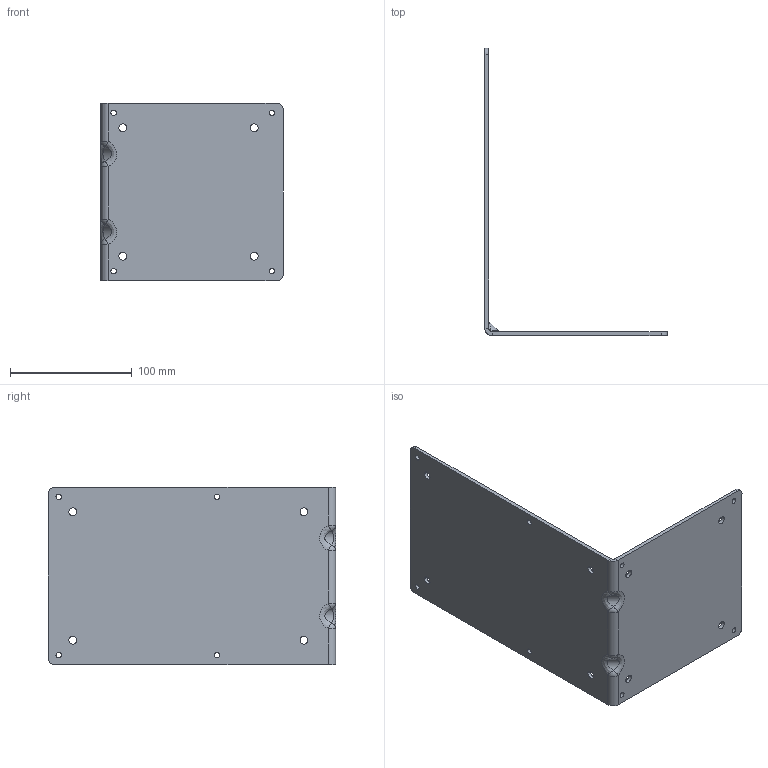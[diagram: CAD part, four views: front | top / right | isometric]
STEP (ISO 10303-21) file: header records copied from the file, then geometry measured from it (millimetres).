
FILE_DESCRIPTION((''),'2;1');
FILE_NAME('1044084','2016-07-22T',('rsajovie'),(''),'PRO/ENGINEER BY PARAMETRIC TECHNOLOGY CORPORATION, 2015440','PRO/ENGINEER BY PARAMETRIC TECHNOLOGY CORPORATION, 2015440','');
FILE_SCHEMA(('CONFIG_CONTROL_DESIGN'));
Length unit declared in the file: millimetre
Products named in the file (1): 1044084
Bounding box: 149.79 x 236 x 145.5 mm (x, y, z)
Volume: 164805.4 mm3; surface area: 113832.1 mm2
Topology: 1 solids, 1 shells, 74 faces, 192 edges, 112 vertices
Faces by surface type: cylinder 46, plane 12, sphere 8, bspline 8
Entity records: 3089 total; most frequent: CARTESIAN_POINT 1208, DIRECTION 400, ORIENTED_EDGE 368, EDGE_CURVE 184, AXIS2_PLACEMENT_3D 166, VERTEX_POINT 112, EDGE_LOOP 106, CIRCLE 100
